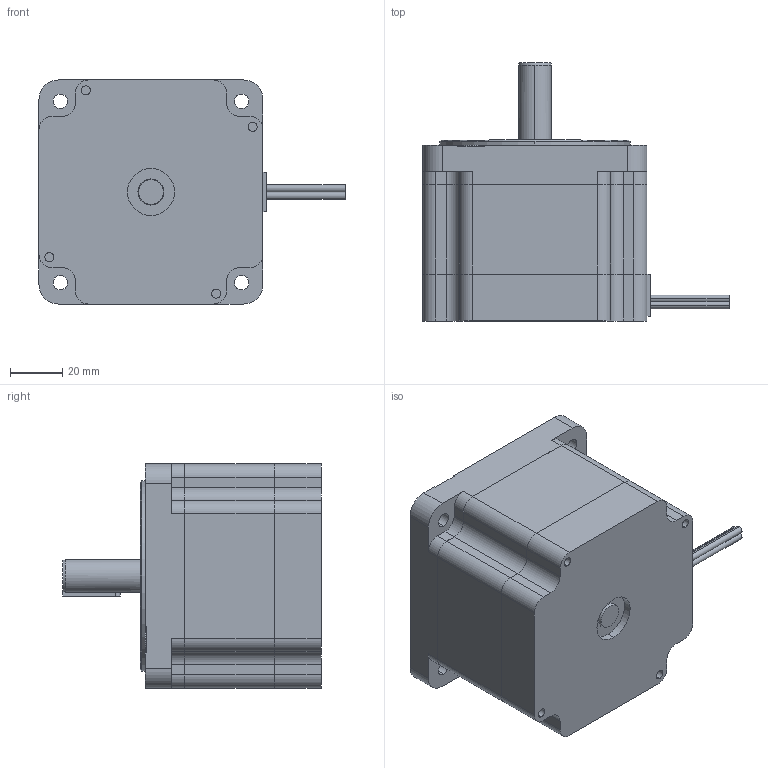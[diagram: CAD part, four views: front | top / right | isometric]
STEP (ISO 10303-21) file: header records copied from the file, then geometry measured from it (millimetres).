
FILE_DESCRIPTION (( 'STEP AP214' ), '1' );
FILE_NAME ('34HD0.STEP', '2016-06-21T05:02:19', ( '' ), ( '' ), 'SwSTEP 2.0', 'SolidWorks 2012', '' );
FILE_SCHEMA (( 'AUTOMOTIVE_DESIGN' ));
Length unit declared in the file: millimetre
Products named in the file (1): 34HD0
Bounding box: 117.5 x 99.25 x 86 mm (x, y, z)
Volume: 459950.3 mm3; surface area: 55050.5 mm2
Topology: 1 solids, 1 shells, 241 faces, 632 edges, 418 vertices
Faces by surface type: plane 142, cylinder 86, cone 13
Entity records: 10113 total; most frequent: CARTESIAN_POINT 1324, DIRECTION 1298, ORIENTED_EDGE 1264, EDGE_CURVE 632, LINE 442, VECTOR 442, AXIS2_PLACEMENT_3D 428, VERTEX_POINT 418
